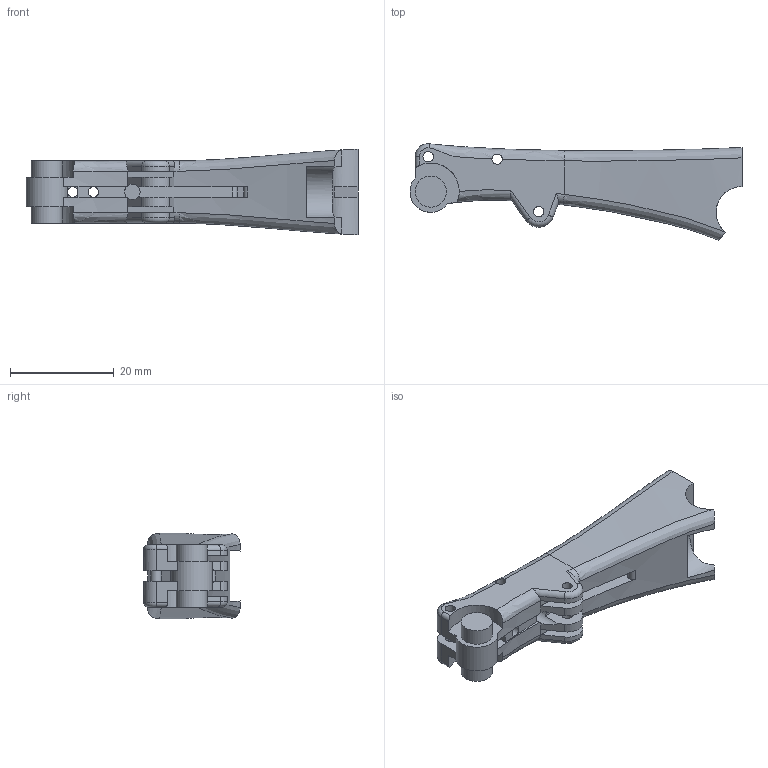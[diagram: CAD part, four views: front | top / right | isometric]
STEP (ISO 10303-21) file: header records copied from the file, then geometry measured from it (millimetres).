
FILE_DESCRIPTION(/* description */ ('STEP AP214'),/* implementation_level */ '2;1');
FILE_NAME(/* name */ '683c51a34258294a187f4282',/* time_stamp */ '2025-06-01T13:12:04Z',/* author */ (''),/* organization */ (''),/* preprocessor_version */ 'ST-DEVELOPER v20',/* originating_system */ 'ONSHAPE BY PTC INC, 1.198',/* authorisation */ ' ');
FILE_SCHEMA (('AUTOMOTIVE_DESIGN {1 0 10303 214 3 1 1}'));
Length unit declared in the file: metre
Products named in the file (1): PLP_THUMB_12
Bounding box: 64 x 18.59 x 16.4 mm (x, y, z)
Volume: 8463.3 mm3; surface area: 4793.8 mm2
Topology: 1 solids, 1 shells, 101 faces, 287 edges, 181 vertices
Faces by surface type: plane 44, cylinder 35, bspline 18, torus 4
Full cylindrical faces by diameter (mm): 2 x10, 3 x1, 6 x2
Entity records: 3981 total; most frequent: CARTESIAN_POINT 1540, ORIENTED_EDGE 534, DIRECTION 435, EDGE_CURVE 267, VERTEX_POINT 174, AXIS2_PLACEMENT_3D 159, EDGE_LOOP 131, FACE_BOUND 131
